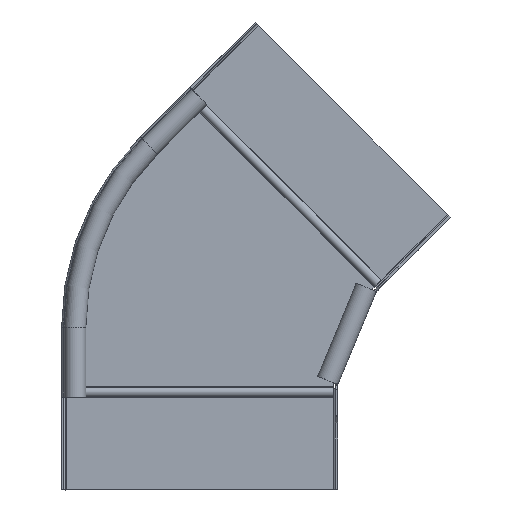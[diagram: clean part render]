
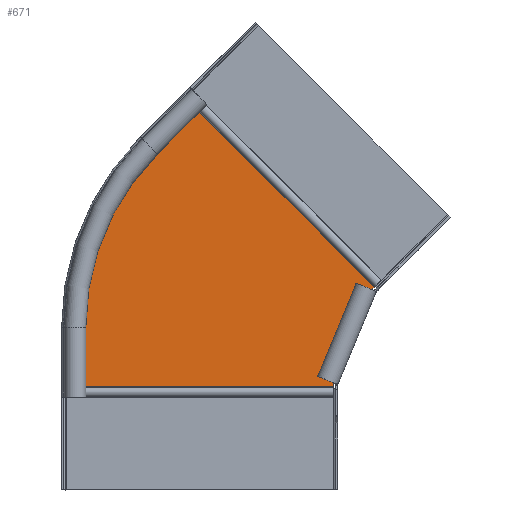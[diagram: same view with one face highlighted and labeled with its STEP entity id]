
A CAD part, top view. The second image highlights one B-rep face of the part: STEP entity #671.
In plain terms, the highlighted planar face has unit normal (0, 0, 1).
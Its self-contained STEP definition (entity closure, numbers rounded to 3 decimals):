
#25=DIRECTION('',(0.,-1.,0.));
#26=VECTOR('',#25,1.157);
#27=CARTESIAN_POINT('',(0.,58.485,0.));
#28=LINE('',#27,#26);
#171=DIRECTION('',(0.383,0.924,0.));
#172=VECTOR('',#171,57.822);
#173=CARTESIAN_POINT('',(0.,58.485,0.));
#174=LINE('',#173,#172);
#175=CARTESIAN_POINT('',(-1.501,90.4,0.));
#176=DIRECTION('',(0.,0.,1.));
#177=DIRECTION('',(-0.707,0.707,0.));
#178=AXIS2_PLACEMENT_3D('',#175,#176,#177);
#180=DIRECTION('',(-0.707,-0.707,0.));
#181=VECTOR('',#180,33.072);
#182=CARTESIAN_POINT('',(-82.06,217.729,
0.));
#183=LINE('',#182,#181);
#184=DIRECTION('',(-0.707,0.707,0.));
#185=VECTOR('',#184,148.5);
#186=CARTESIAN_POINT('',(22.946,112.724,
0.));
#187=LINE('',#186,#185);
#188=DIRECTION('',(0.707,0.707,0.));
#189=VECTOR('',#188,1.157);
#190=CARTESIAN_POINT('',(22.128,111.906,0.));
#191=LINE('',#190,#189);
#192=DIRECTION('',(-1.,0.,0.));
#193=VECTOR('',#192,148.5);
#194=CARTESIAN_POINT('',(0.,57.328,0.));
#195=LINE('',#194,#193);
#223=DIRECTION('',(0.,1.,0.));
#224=VECTOR('',#223,33.072);
#225=CARTESIAN_POINT('',(-148.5,57.328,0.));
#226=LINE('',#225,#224);
#356=CARTESIAN_POINT('',(0.,57.328,0.));
#357=VERTEX_POINT('',#356);
#376=CARTESIAN_POINT('',(-82.06,217.729,
0.));
#378=VERTEX_POINT('',#376);
#390=CARTESIAN_POINT('',(-148.5,57.328,0.));
#391=VERTEX_POINT('',#390);
#398=CARTESIAN_POINT('',(-105.445,194.344,0.));
#399=VERTEX_POINT('',#398);
#400=CARTESIAN_POINT('',(22.128,111.906,0.));
#401=CARTESIAN_POINT('',(22.946,112.724,
0.));
#402=VERTEX_POINT('',#400);
#403=VERTEX_POINT('',#401);
#404=CARTESIAN_POINT('',(0.,58.485,0.));
#405=VERTEX_POINT('',#404);
#406=CARTESIAN_POINT('',(-148.5,90.4,0.));
#407=VERTEX_POINT('',#406);
#652=CARTESIAN_POINT('',(-1.501,90.4,0.));
#653=DIRECTION('',(0.,0.,-1.));
#654=DIRECTION('',(-1.,0.,0.));
#655=AXIS2_PLACEMENT_3D('',#652,#653,#654);
#656=PLANE('',#655);
#657=ORIENTED_EDGE('',*,*,#419,.F.);
#658=ORIENTED_EDGE('',*,*,#441,.T.);
#660=ORIENTED_EDGE('',*,*,#659,.T.);
#662=ORIENTED_EDGE('',*,*,#661,.T.);
#664=ORIENTED_EDGE('',*,*,#663,.F.);
#666=ORIENTED_EDGE('',*,*,#665,.F.);
#667=ORIENTED_EDGE('',*,*,#644,.F.);
#668=ORIENTED_EDGE('',*,*,#584,.F.);
#669=EDGE_LOOP('',(#657,#658,#660,#662,#664,#666,#667,#668));
#670=FACE_OUTER_BOUND('',#669,.F.);
#671=ADVANCED_FACE('',(#670),#656,.F.);
#179=CIRCLE('',#178,146.999);
#419=EDGE_CURVE('',#405,#402,#174,.T.);
#441=EDGE_CURVE('',#405,#357,#28,.T.);
#584=EDGE_CURVE('',#402,#403,#191,.T.);
#644=EDGE_CURVE('',#403,#378,#187,.T.);
#659=EDGE_CURVE('',#357,#391,#195,.T.);
#661=EDGE_CURVE('',#391,#407,#226,.T.);
#663=EDGE_CURVE('',#399,#407,#179,.T.);
#665=EDGE_CURVE('',#378,#399,#183,.T.);
